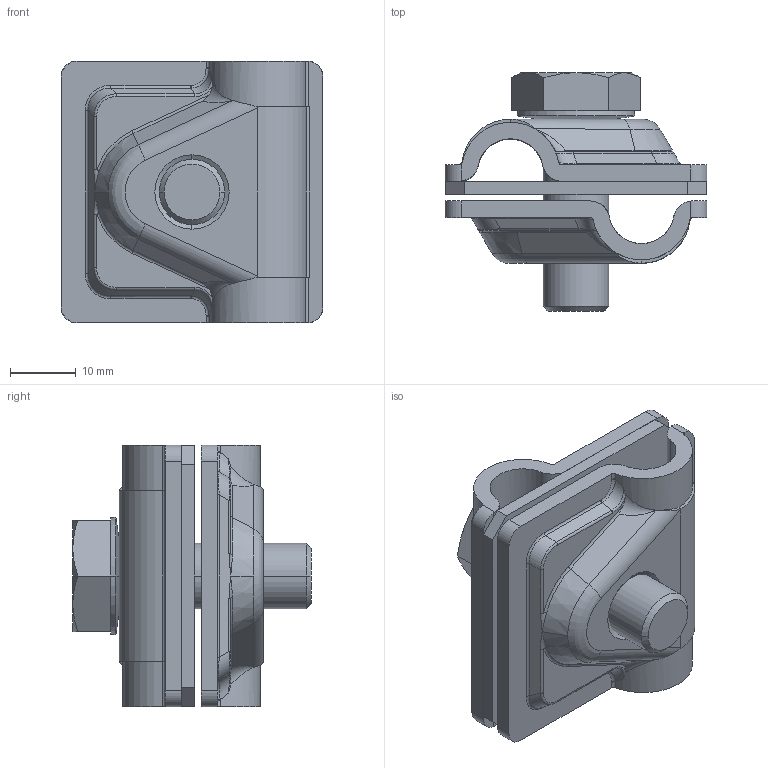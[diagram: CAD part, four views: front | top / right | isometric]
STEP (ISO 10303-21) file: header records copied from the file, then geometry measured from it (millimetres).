
FILE_DESCRIPTION((''),'2;1');
FILE_NAME('5311417_ASM','2012-05-21T',('AndreasKeweloh'),(''),'PRO/ENGINEER BY PARAMETRIC TECHNOLOGY CORPORATION, 2012060','PRO/ENGINEER BY PARAMETRIC TECHNOLOGY CORPORATION, 2012060','');
FILE_SCHEMA(('CONFIG_CONTROL_DESIGN'));
Products named in the file (7): FEDERSCHEIBE; OBERTEIL; ZWISCHENPLATTE; UNTERTEIL; SCHRAUBE_M_10X30_DIN_933; SCHNELLVERBINDER_ASM; 5311417_ASM
Assembly tree (6 placements, depth 3):
  5311417_ASM
    SCHNELLVERBINDER_ASM
      FEDERSCHEIBE
      OBERTEIL
      ZWISCHENPLATTE
      UNTERTEIL
      SCHRAUBE_M_10X30_DIN_933
Bounding box: 40 x 36.4 x 40 mm (x, y, z)
Volume: 7040.3 mm3; surface area: 14218.7 mm2
Topology: 3 solids, 5 shells, 348 faces, 919 edges, 559 vertices
Faces by surface type: cylinder 108, bspline 106, plane 90, cone 26, torus 14, sphere 4
Entity records: 66425 total; most frequent: CARTESIAN_POINT 58683, ORIENTED_EDGE 1776, DIRECTION 1294, EDGE_CURVE 891, VERTEX_POINT 555, AXIS2_PLACEMENT_3D 491, EDGE_LOOP 352, B_SPLINE_CURVE_WITH_KNOTS 348
